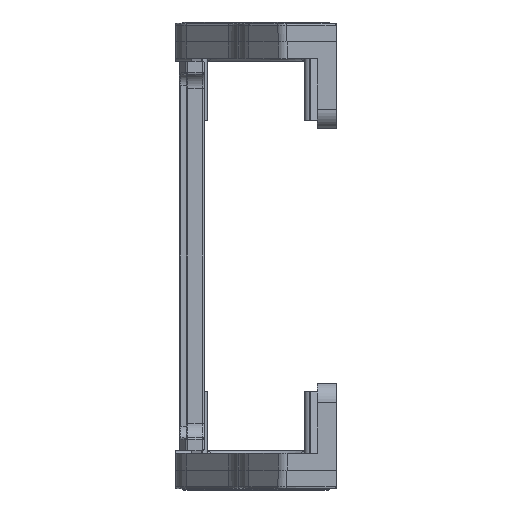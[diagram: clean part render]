
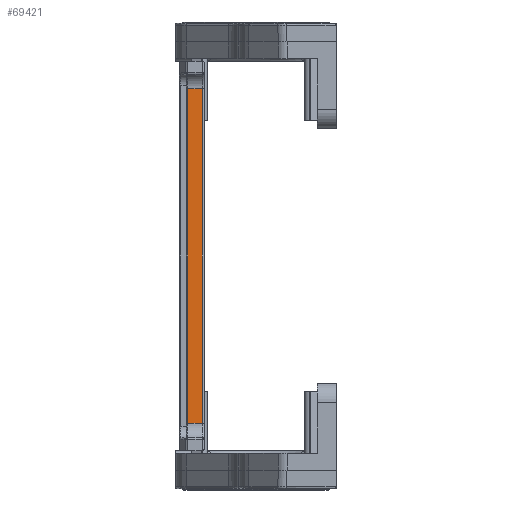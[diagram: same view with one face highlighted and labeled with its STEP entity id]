
A CAD part, left-side view. The second image highlights one B-rep face of the part: STEP entity #69421.
In plain terms, the highlighted planar face has unit normal (-1, 0, 0).
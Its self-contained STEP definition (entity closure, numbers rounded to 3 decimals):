
#3255 = EDGE_CURVE ( 'NONE', #31685, #69233, #18133, .T. ) ;
#3358 = LINE ( 'NONE', #55649, #30613 ) ;
#3546 = VERTEX_POINT ( 'NONE', #60720 ) ;
#4170 = DIRECTION ( 'NONE',  ( -1., 0., 0. ) ) ;
#4433 = CARTESIAN_POINT ( 'NONE',  ( -109.421, -80.895, -36.01 ) ) ;
#4681 = DIRECTION ( 'NONE',  ( 0., 0., 1. ) ) ;
#4802 = CARTESIAN_POINT ( 'NONE',  ( -109.421, 13.766, 31.392 ) ) ;
#4912 = VERTEX_POINT ( 'NONE', #58994 ) ;
#5675 = ORIENTED_EDGE ( 'NONE', *, *, #3255, .F. ) ;
#7967 = VECTOR ( 'NONE', #39541, 1000. ) ;
#11713 = AXIS2_PLACEMENT_3D ( 'NONE', #4433, #4170, #4681 ) ;
#14890 = ORIENTED_EDGE ( 'NONE', *, *, #29748, .T. ) ;
#15676 = DIRECTION ( 'NONE',  ( 0., 1., 0. ) ) ;
#16140 = EDGE_LOOP ( 'NONE', ( #14890, #42632, #43198, #5675 ) ) ;
#16811 = PLANE ( 'NONE',  #11713 ) ;
#18133 = LINE ( 'NONE', #23137, #62788 ) ;
#19810 = CARTESIAN_POINT ( 'NONE',  ( -109.421, 17.592, 31.392 ) ) ;
#23137 = CARTESIAN_POINT ( 'NONE',  ( -109.421, -80.895, 31.392 ) ) ;
#29748 = EDGE_CURVE ( 'NONE', #31685, #4912, #62754, .T. ) ;
#30613 = VECTOR ( 'NONE', #15676, 1000. ) ;
#31526 = EDGE_CURVE ( 'NONE', #4912, #3546, #3358, .T. ) ;
#31685 = VERTEX_POINT ( 'NONE', #4802 ) ;
#32303 = FACE_OUTER_BOUND ( 'NONE', #16140, .T. ) ;
#39541 = DIRECTION ( 'NONE',  ( 0., 0., -1. ) ) ;
#42632 = ORIENTED_EDGE ( 'NONE', *, *, #31526, .T. ) ;
#43198 = ORIENTED_EDGE ( 'NONE', *, *, #75027, .T. ) ;
#55649 = CARTESIAN_POINT ( 'NONE',  ( -109.421, -80.895, 117.408 ) ) ;
#57050 = CARTESIAN_POINT ( 'NONE',  ( -109.421, 17.592, -36.01 ) ) ;
#57851 = DIRECTION ( 'NONE',  ( 0., 0., 1. ) ) ;
#58994 = CARTESIAN_POINT ( 'NONE',  ( -109.421, 13.766, 117.408 ) ) ;
#59091 = VECTOR ( 'NONE', #57851, 1000. ) ;
#60720 = CARTESIAN_POINT ( 'NONE',  ( -109.421, 17.592, 117.408 ) ) ;
#62754 = LINE ( 'NONE', #64441, #59091 ) ;
#62788 = VECTOR ( 'NONE', #63844, 1000. ) ;
#63844 = DIRECTION ( 'NONE',  ( 0., 1., 0. ) ) ;
#64441 = CARTESIAN_POINT ( 'NONE',  ( -109.421, 13.766, 57.548 ) ) ;
#69233 = VERTEX_POINT ( 'NONE', #19810 ) ;
#69421 = ADVANCED_FACE ( 'NONE', ( #32303 ), #16811, .T. ) ;
#74418 = LINE ( 'NONE', #57050, #7967 ) ;
#75027 = EDGE_CURVE ( 'NONE', #3546, #69233, #74418, .T. ) ;
